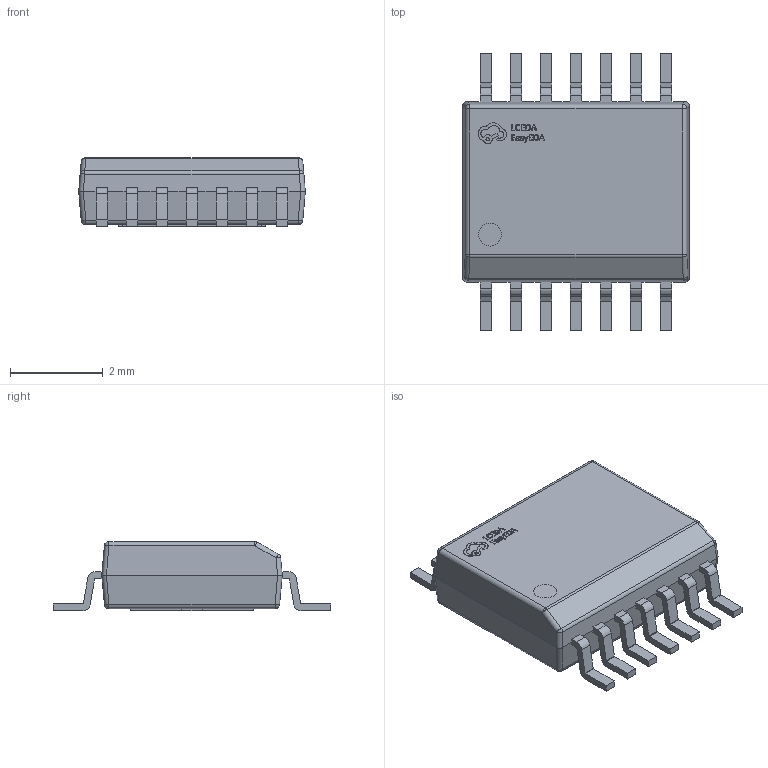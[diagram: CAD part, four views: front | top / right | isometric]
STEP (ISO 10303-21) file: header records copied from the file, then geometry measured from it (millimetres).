
FILE_DESCRIPTION (( 'STEP AP214' ), '1' );
FILE_NAME ('PG-SSOP-14_L4.9-W3.9-P0.65-LS6.0-BL-EP.STEP', '2023-07-09T00:04:52', ( '' ), ( '' ), 'SwSTEP 2.0', 'SolidWorks 2020', '' );
FILE_SCHEMA (( 'AUTOMOTIVE_DESIGN' ));
Length unit declared in the file: millimetre
Products named in the file (1): PG-SSOP-14_L4.9-W3.9-P0.65-LS6.0-BL-EP
Bounding box: 4.9 x 6 x 1.51 mm (x, y, z)
Volume: 27.7 mm3; surface area: 77.4 mm2
Topology: 1 solids, 1 shells, 461 faces, 1276 edges, 838 vertices
Faces by surface type: plane 277, bspline 98, cylinder 76, sphere 10
Full cylindrical faces by diameter (mm): 0.498 x1
Entity records: 20202 total; most frequent: CARTESIAN_POINT 3893, ORIENTED_EDGE 2550, DIRECTION 1943, EDGE_CURVE 1275, LINE 927, VECTOR 927, VERTEX_POINT 838, AXIS2_PLACEMENT_3D 508
